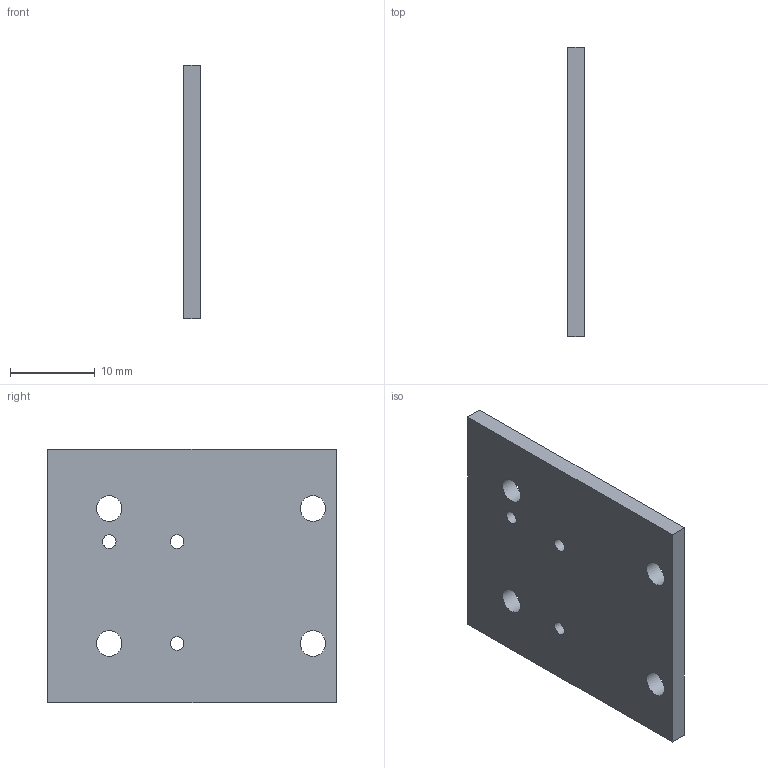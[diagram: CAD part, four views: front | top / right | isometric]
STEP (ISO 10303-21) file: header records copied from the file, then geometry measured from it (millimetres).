
FILE_DESCRIPTION(/* description */ (''),/* implementation_level */ '2;1');
FILE_NAME(/* name */ '',/* time_stamp */ '2026-02-09T17:19:16+03:00',/* author */ ('katya_notebook'),/* organization */ (''),/* preprocessor_version */ 'ST-DEVELOPER v20',/* originating_system */ 'Autodesk Inventor 2024',/* authorisation */ '');
FILE_SCHEMA (('AUTOMOTIVE_DESIGN { 1 0 10303 214 3 1 1 }'));
Length unit declared in the file: millimetre
Products named in the file (1): соединяет крепление 
с магнитом и рельсу
Bounding box: 2 x 34 x 29.9 mm (x, y, z)
Volume: 1964.6 mm3; surface area: 2325.7 mm2
Topology: 1 solids, 1 shells, 13 faces, 33 edges, 23 vertices
Faces by surface type: cylinder 7, plane 6
Full cylindrical faces by diameter (mm): 1.6 x3, 3 x4
Entity records: 483 total; most frequent: DIRECTION 75, CARTESIAN_POINT 70, ORIENTED_EDGE 66, EDGE_CURVE 33, AXIS2_PLACEMENT_3D 28, EDGE_LOOP 27, VERTEX_POINT 22, LINE 19
